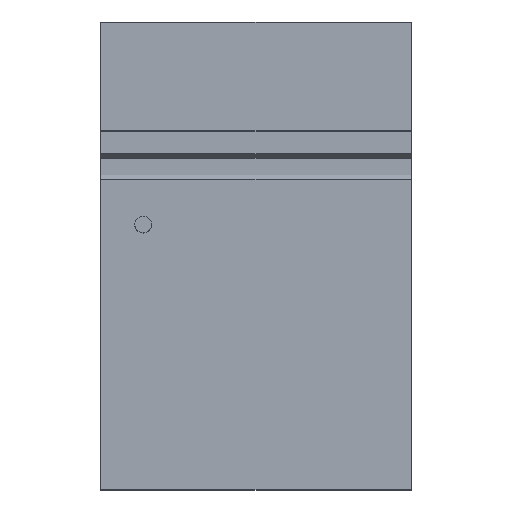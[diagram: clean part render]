
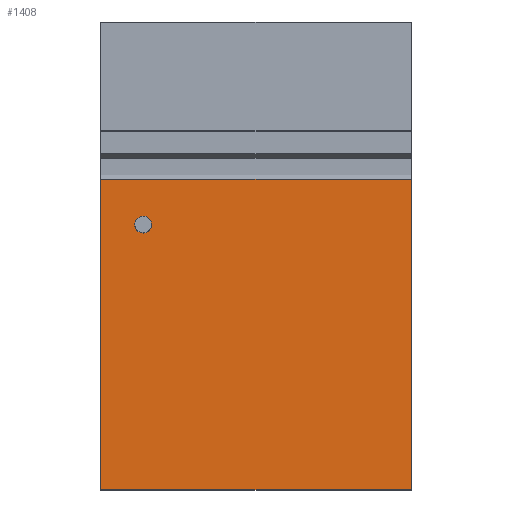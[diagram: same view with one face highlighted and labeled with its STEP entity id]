
A CAD part, top view. The second image highlights one B-rep face of the part: STEP entity #1408.
In plain terms, the highlighted planar face has unit normal (0, 0, 1).
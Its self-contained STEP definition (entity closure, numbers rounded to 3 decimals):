
#794 = PLANE('',#795);
#795 = AXIS2_PLACEMENT_3D('',#796,#797,#798);
#796 = CARTESIAN_POINT('',(0.,-11.001,0.212));
#797 = DIRECTION('',(-1.,0.,0.));
#798 = DIRECTION('',(0.,1.,0.));
#850 = PLANE('',#851);
#851 = AXIS2_PLACEMENT_3D('',#852,#853,#854);
#852 = CARTESIAN_POINT('',(7.3,-2.563,0.212));
#853 = DIRECTION('',(1.,0.,0.));
#854 = DIRECTION('',(0.,-1.,0.));
#915 = VERTEX_POINT('',#916);
#916 = CARTESIAN_POINT('',(0.,-11.001,1.312));
#930 = PLANE('',#931);
#931 = AXIS2_PLACEMENT_3D('',#932,#933,#934);
#932 = CARTESIAN_POINT('',(7.3,-11.001,0.212));
#933 = DIRECTION('',(0.,-1.,0.));
#934 = DIRECTION('',(-1.,0.,0.));
#942 = EDGE_CURVE('',#915,#943,#945,.T.);
#943 = VERTEX_POINT('',#944);
#944 = CARTESIAN_POINT('',(0.,-3.7,1.312));
#945 = SURFACE_CURVE('',#946,(#950,#957),.PCURVE_S1.);
#946 = LINE('',#947,#948);
#947 = CARTESIAN_POINT('',(0.,-11.001,1.312));
#948 = VECTOR('',#949,1.);
#949 = DIRECTION('',(0.,1.,0.));
#950 = PCURVE('',#794,#951);
#951 = DEFINITIONAL_REPRESENTATION('',(#952),#956);
#952 = LINE('',#953,#954);
#953 = CARTESIAN_POINT('',(0.,-1.1));
#954 = VECTOR('',#955,1.);
#955 = DIRECTION('',(1.,0.));
#956 = ( GEOMETRIC_REPRESENTATION_CONTEXT(2) 
PARAMETRIC_REPRESENTATION_CONTEXT() REPRESENTATION_CONTEXT('2D SPACE',''
  ) );
#957 = PCURVE('',#958,#963);
#958 = PLANE('',#959);
#959 = AXIS2_PLACEMENT_3D('',#960,#961,#962);
#960 = CARTESIAN_POINT('',(3.65,-6.782,1.312));
#961 = DIRECTION('',(-0.,-0.,-1.));
#962 = DIRECTION('',(-1.,0.,0.));
#963 = DEFINITIONAL_REPRESENTATION('',(#964),#968);
#964 = LINE('',#965,#966);
#965 = CARTESIAN_POINT('',(3.65,-4.219));
#966 = VECTOR('',#967,1.);
#967 = DIRECTION('',(0.,1.));
#968 = ( GEOMETRIC_REPRESENTATION_CONTEXT(2) 
PARAMETRIC_REPRESENTATION_CONTEXT() REPRESENTATION_CONTEXT('2D SPACE',''
  ) );
#986 = PLANE('',#987);
#987 = AXIS2_PLACEMENT_3D('',#988,#989,#990);
#988 = CARTESIAN_POINT('',(7.3,-3.7,1.312));
#989 = DIRECTION('',(0.,-0.832,-0.555));
#990 = DIRECTION('',(0.,0.555,-0.832));
#1173 = VERTEX_POINT('',#1174);
#1174 = CARTESIAN_POINT('',(7.3,-3.7,1.312));
#1195 = EDGE_CURVE('',#1173,#1196,#1198,.T.);
#1196 = VERTEX_POINT('',#1197);
#1197 = CARTESIAN_POINT('',(7.3,-11.001,1.312));
#1198 = SURFACE_CURVE('',#1199,(#1203,#1210),.PCURVE_S1.);
#1199 = LINE('',#1200,#1201);
#1200 = CARTESIAN_POINT('',(7.3,-2.563,1.312));
#1201 = VECTOR('',#1202,1.);
#1202 = DIRECTION('',(0.,-1.,0.));
#1203 = PCURVE('',#850,#1204);
#1204 = DEFINITIONAL_REPRESENTATION('',(#1205),#1209);
#1205 = LINE('',#1206,#1207);
#1206 = CARTESIAN_POINT('',(0.,-1.1));
#1207 = VECTOR('',#1208,1.);
#1208 = DIRECTION('',(1.,0.));
#1209 = ( GEOMETRIC_REPRESENTATION_CONTEXT(2) 
PARAMETRIC_REPRESENTATION_CONTEXT() REPRESENTATION_CONTEXT('2D SPACE',''
  ) );
#1210 = PCURVE('',#958,#1211);
#1211 = DEFINITIONAL_REPRESENTATION('',(#1212),#1216);
#1212 = LINE('',#1213,#1214);
#1213 = CARTESIAN_POINT('',(-3.65,4.219));
#1214 = VECTOR('',#1215,1.);
#1215 = DIRECTION('',(0.,-1.));
#1216 = ( GEOMETRIC_REPRESENTATION_CONTEXT(2) 
PARAMETRIC_REPRESENTATION_CONTEXT() REPRESENTATION_CONTEXT('2D SPACE',''
  ) );
#1289 = CYLINDRICAL_SURFACE('',#1290,0.2);
#1290 = AXIS2_PLACEMENT_3D('',#1291,#1292,#1293);
#1291 = CARTESIAN_POINT('',(1.,-4.763,0.212));
#1292 = DIRECTION('',(-0.,-0.,-1.));
#1293 = DIRECTION('',(1.,0.,0.));
#1385 = EDGE_CURVE('',#1173,#943,#1386,.T.);
#1386 = SURFACE_CURVE('',#1387,(#1391,#1398),.PCURVE_S1.);
#1387 = LINE('',#1388,#1389);
#1388 = CARTESIAN_POINT('',(7.3,-3.7,1.312));
#1389 = VECTOR('',#1390,1.);
#1390 = DIRECTION('',(-1.,-0.,-0.));
#1391 = PCURVE('',#986,#1392);
#1392 = DEFINITIONAL_REPRESENTATION('',(#1393),#1397);
#1393 = LINE('',#1394,#1395);
#1394 = CARTESIAN_POINT('',(0.,0.));
#1395 = VECTOR('',#1396,1.);
#1396 = DIRECTION('',(0.,-1.));
#1397 = ( GEOMETRIC_REPRESENTATION_CONTEXT(2) 
PARAMETRIC_REPRESENTATION_CONTEXT() REPRESENTATION_CONTEXT('2D SPACE',''
  ) );
#1398 = PCURVE('',#958,#1399);
#1399 = DEFINITIONAL_REPRESENTATION('',(#1400),#1404);
#1400 = LINE('',#1401,#1402);
#1401 = CARTESIAN_POINT('',(-3.65,3.082));
#1402 = VECTOR('',#1403,1.);
#1403 = DIRECTION('',(1.,0.));
#1404 = ( GEOMETRIC_REPRESENTATION_CONTEXT(2) 
PARAMETRIC_REPRESENTATION_CONTEXT() REPRESENTATION_CONTEXT('2D SPACE',''
  ) );
#1408 = ADVANCED_FACE('',(#1409,#1435),#958,.F.);
#1409 = FACE_BOUND('',#1410,.F.);
#1410 = EDGE_LOOP('',(#1411,#1412,#1413,#1414));
#1411 = ORIENTED_EDGE('',*,*,#942,.T.);
#1412 = ORIENTED_EDGE('',*,*,#1385,.F.);
#1413 = ORIENTED_EDGE('',*,*,#1195,.T.);
#1414 = ORIENTED_EDGE('',*,*,#1415,.T.);
#1415 = EDGE_CURVE('',#1196,#915,#1416,.T.);
#1416 = SURFACE_CURVE('',#1417,(#1421,#1428),.PCURVE_S1.);
#1417 = LINE('',#1418,#1419);
#1418 = CARTESIAN_POINT('',(7.3,-11.001,1.312));
#1419 = VECTOR('',#1420,1.);
#1420 = DIRECTION('',(-1.,0.,0.));
#1421 = PCURVE('',#958,#1422);
#1422 = DEFINITIONAL_REPRESENTATION('',(#1423),#1427);
#1423 = LINE('',#1424,#1425);
#1424 = CARTESIAN_POINT('',(-3.65,-4.219));
#1425 = VECTOR('',#1426,1.);
#1426 = DIRECTION('',(1.,0.));
#1427 = ( GEOMETRIC_REPRESENTATION_CONTEXT(2) 
PARAMETRIC_REPRESENTATION_CONTEXT() REPRESENTATION_CONTEXT('2D SPACE',''
  ) );
#1428 = PCURVE('',#930,#1429);
#1429 = DEFINITIONAL_REPRESENTATION('',(#1430),#1434);
#1430 = LINE('',#1431,#1432);
#1431 = CARTESIAN_POINT('',(0.,-1.1));
#1432 = VECTOR('',#1433,1.);
#1433 = DIRECTION('',(1.,0.));
#1434 = ( GEOMETRIC_REPRESENTATION_CONTEXT(2) 
PARAMETRIC_REPRESENTATION_CONTEXT() REPRESENTATION_CONTEXT('2D SPACE',''
  ) );
#1435 = FACE_BOUND('',#1436,.F.);
#1436 = EDGE_LOOP('',(#1437));
#1437 = ORIENTED_EDGE('',*,*,#1438,.T.);
#1438 = EDGE_CURVE('',#1439,#1439,#1441,.T.);
#1439 = VERTEX_POINT('',#1440);
#1440 = CARTESIAN_POINT('',(1.2,-4.763,1.312));
#1441 = SURFACE_CURVE('',#1442,(#1447,#1458),.PCURVE_S1.);
#1442 = CIRCLE('',#1443,0.2);
#1443 = AXIS2_PLACEMENT_3D('',#1444,#1445,#1446);
#1444 = CARTESIAN_POINT('',(1.,-4.763,1.312));
#1445 = DIRECTION('',(0.,0.,1.));
#1446 = DIRECTION('',(1.,0.,0.));
#1447 = PCURVE('',#958,#1448);
#1448 = DEFINITIONAL_REPRESENTATION('',(#1449),#1457);
#1449 = ( BOUNDED_CURVE() B_SPLINE_CURVE(2,(#1450,#1451,#1452,#1453,
#1454,#1455,#1456),.UNSPECIFIED.,.T.,.F.) B_SPLINE_CURVE_WITH_KNOTS((1,2
    ,2,2,2,1),(-2.094,0.,2.094,4.189,
6.283,8.378),.UNSPECIFIED.) CURVE() 
GEOMETRIC_REPRESENTATION_ITEM() RATIONAL_B_SPLINE_CURVE((1.,0.5,1.,0.5,
1.,0.5,1.)) REPRESENTATION_ITEM('') );
#1450 = CARTESIAN_POINT('',(2.45,2.019));
#1451 = CARTESIAN_POINT('',(2.45,2.365));
#1452 = CARTESIAN_POINT('',(2.75,2.192));
#1453 = CARTESIAN_POINT('',(3.05,2.019));
#1454 = CARTESIAN_POINT('',(2.75,1.846));
#1455 = CARTESIAN_POINT('',(2.45,1.673));
#1456 = CARTESIAN_POINT('',(2.45,2.019));
#1457 = ( GEOMETRIC_REPRESENTATION_CONTEXT(2) 
PARAMETRIC_REPRESENTATION_CONTEXT() REPRESENTATION_CONTEXT('2D SPACE',''
  ) );
#1458 = PCURVE('',#1289,#1459);
#1459 = DEFINITIONAL_REPRESENTATION('',(#1460),#1464);
#1460 = LINE('',#1461,#1462);
#1461 = CARTESIAN_POINT('',(-0.,-1.1));
#1462 = VECTOR('',#1463,1.);
#1463 = DIRECTION('',(-1.,0.));
#1464 = ( GEOMETRIC_REPRESENTATION_CONTEXT(2) 
PARAMETRIC_REPRESENTATION_CONTEXT() REPRESENTATION_CONTEXT('2D SPACE',''
  ) );
